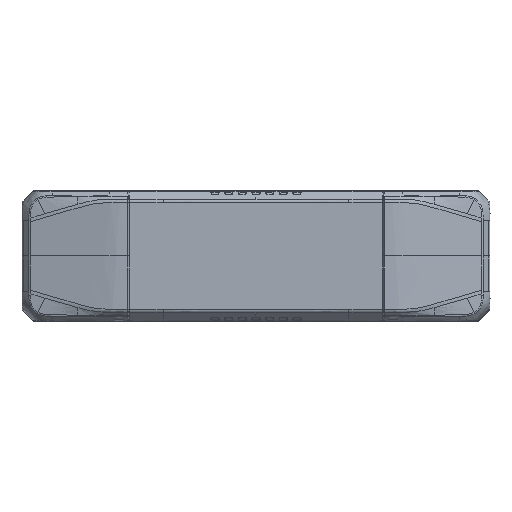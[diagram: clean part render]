
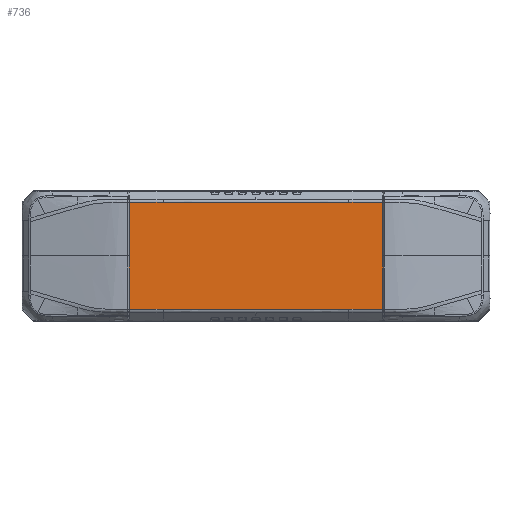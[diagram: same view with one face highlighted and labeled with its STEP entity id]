
A CAD part, top view. The second image highlights one B-rep face of the part: STEP entity #736.
In plain terms, the highlighted planar face has unit normal (0, 0, 1).
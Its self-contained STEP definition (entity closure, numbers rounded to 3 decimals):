
#736=ADVANCED_FACE('',(#1563),#12454,.T.);
#1563=FACE_OUTER_BOUND('',#2394,.T.);
#2394=EDGE_LOOP('',(#5398,#5399,#5400,#5401,#5402,#5403,#5404,#5405));
#5398=ORIENTED_EDGE('',*,*,#7862,.F.);
#5399=ORIENTED_EDGE('',*,*,#7860,.F.);
#5400=ORIENTED_EDGE('',*,*,#8378,.F.);
#5401=ORIENTED_EDGE('',*,*,#8237,.T.);
#5402=ORIENTED_EDGE('',*,*,#8234,.T.);
#5403=ORIENTED_EDGE('',*,*,#8232,.T.);
#5404=ORIENTED_EDGE('',*,*,#7867,.F.);
#5405=ORIENTED_EDGE('',*,*,#7864,.F.);
#7860=EDGE_CURVE('',#11651,#11652,#9923,.T.);
#7862=EDGE_CURVE('',#11652,#11653,#9925,.T.);
#7864=EDGE_CURVE('',#11653,#11654,#9927,.T.);
#7867=EDGE_CURVE('',#11654,#11655,#9930,.T.);
#8232=EDGE_CURVE('',#11897,#11655,#10275,.T.);
#8234=EDGE_CURVE('',#11898,#11897,#10277,.T.);
#8237=EDGE_CURVE('',#11900,#11898,#10280,.T.);
#8378=EDGE_CURVE('',#11900,#11651,#10408,.T.);
#9923=B_SPLINE_CURVE_WITH_KNOTS('',1,(#48410,#48411),.UNSPECIFIED.,.F.,
 .F.,(2,2),(0.,9.788),.UNSPECIFIED.);
#9925=B_SPLINE_CURVE_WITH_KNOTS('',1,(#48416,#48417),.UNSPECIFIED.,.F.,
 .F.,(2,2),(0.,53.999),.UNSPECIFIED.);
#9927=B_SPLINE_CURVE_WITH_KNOTS('',1,(#48424,#48425),.UNSPECIFIED.,.F.,
 .F.,(2,2),(0.,9.788),.UNSPECIFIED.);
#9930=B_SPLINE_CURVE_WITH_KNOTS('',1,(#48442,#48443),.UNSPECIFIED.,.F.,
 .F.,(2,2),(0.,31.05),.UNSPECIFIED.);
#10275=B_SPLINE_CURVE_WITH_KNOTS('',1,(#50444,#50445),.UNSPECIFIED.,.F.,
 .F.,(2,2),(-9.788,0.),.UNSPECIFIED.);
#10277=B_SPLINE_CURVE_WITH_KNOTS('',1,(#50450,#50451),.UNSPECIFIED.,.F.,
 .F.,(2,2),(-53.999,0.),.UNSPECIFIED.);
#10280=B_SPLINE_CURVE_WITH_KNOTS('',1,(#50460,#50461),.UNSPECIFIED.,.F.,
 .F.,(2,2),(-9.788,0.),.UNSPECIFIED.);
#10408=B_SPLINE_CURVE_WITH_KNOTS('',1,(#51058,#51059),.UNSPECIFIED.,.F.,
 .F.,(2,2),(0.,31.05),.UNSPECIFIED.);
#11651=VERTEX_POINT('',#44828);
#11652=VERTEX_POINT('',#44829);
#11653=VERTEX_POINT('',#44830);
#11654=VERTEX_POINT('',#44831);
#11655=VERTEX_POINT('',#44832);
#11897=VERTEX_POINT('',#45074);
#11898=VERTEX_POINT('',#45075);
#11900=VERTEX_POINT('',#45077);
#12454=PLANE('',#13243);
#13243=AXIS2_PLACEMENT_3D('',#38063,#13545,$);
#13545=DIRECTION('',(0.,0.,1.));
#38063=CARTESIAN_POINT('',(35.376,203.648,-0.173));
#44828=CARTESIAN_POINT('',(35.376,234.698,-0.173));
#44829=CARTESIAN_POINT('',(45.164,234.698,-0.173));
#44830=CARTESIAN_POINT('',(99.163,234.698,-0.173));
#44831=CARTESIAN_POINT('',(108.951,234.698,-0.173));
#44832=CARTESIAN_POINT('',(108.951,203.648,-0.173));
#45074=CARTESIAN_POINT('',(99.163,203.648,-0.173));
#45075=CARTESIAN_POINT('',(45.164,203.648,-0.173));
#45077=CARTESIAN_POINT('',(35.376,203.648,-0.173));
#48410=CARTESIAN_POINT('',(35.376,234.698,-0.173));
#48411=CARTESIAN_POINT('',(45.164,234.698,-0.173));
#48416=CARTESIAN_POINT('',(45.164,234.698,-0.173));
#48417=CARTESIAN_POINT('',(99.163,234.698,-0.173));
#48424=CARTESIAN_POINT('',(99.163,234.698,-0.173));
#48425=CARTESIAN_POINT('',(108.951,234.698,-0.173));
#48442=CARTESIAN_POINT('',(108.951,234.698,-0.173));
#48443=CARTESIAN_POINT('',(108.951,203.648,-0.173));
#50444=CARTESIAN_POINT('',(99.163,203.648,-0.173));
#50445=CARTESIAN_POINT('',(108.951,203.648,-0.173));
#50450=CARTESIAN_POINT('',(45.164,203.648,-0.173));
#50451=CARTESIAN_POINT('',(99.163,203.648,-0.173));
#50460=CARTESIAN_POINT('',(35.376,203.648,-0.173));
#50461=CARTESIAN_POINT('',(45.164,203.648,-0.173));
#51058=CARTESIAN_POINT('',(35.376,203.648,-0.173));
#51059=CARTESIAN_POINT('',(35.376,234.698,-0.173));
